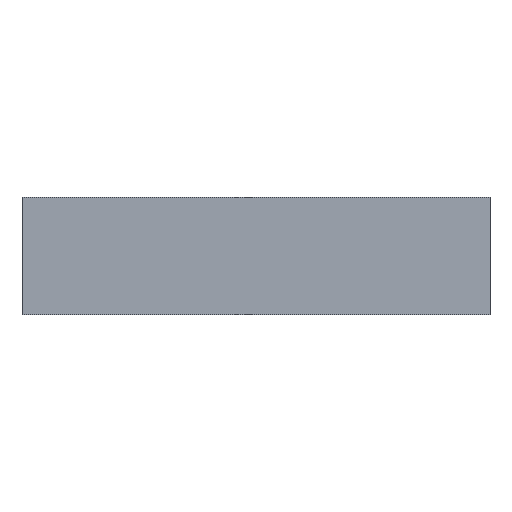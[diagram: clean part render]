
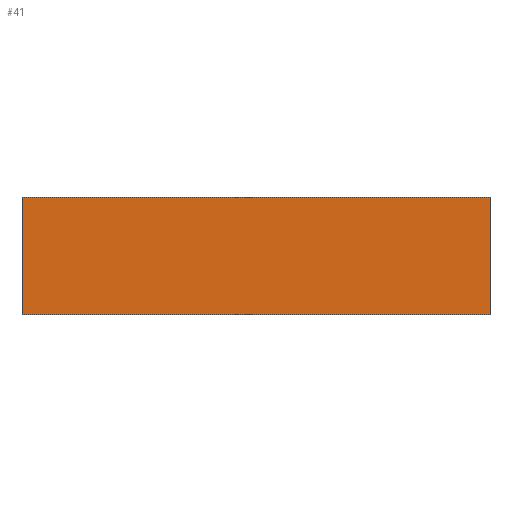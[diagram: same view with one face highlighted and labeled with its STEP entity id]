
A CAD part, front view. The second image highlights one B-rep face of the part: STEP entity #41.
In plain terms, the highlighted planar face has unit normal (0, -1, 0).
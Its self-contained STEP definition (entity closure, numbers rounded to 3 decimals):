
#41=ADVANCED_FACE('',(#61),#51,.F.);
#51=PLANE('',#218);
#61=FACE_OUTER_BOUND('',#69,.T.);
#69=EDGE_LOOP('',(#90,#91,#92,#93));
#90=ORIENTED_EDGE('',*,*,#152,.T.);
#91=ORIENTED_EDGE('',*,*,#153,.F.);
#92=ORIENTED_EDGE('',*,*,#154,.F.);
#93=ORIENTED_EDGE('',*,*,#155,.T.);
#134=VERTEX_POINT('',#294);
#135=VERTEX_POINT('',#295);
#136=VERTEX_POINT('',#297);
#137=VERTEX_POINT('',#299);
#152=EDGE_CURVE('',#134,#135,#176,.T.);
#153=EDGE_CURVE('',#136,#135,#177,.T.);
#154=EDGE_CURVE('',#137,#136,#178,.T.);
#155=EDGE_CURVE('',#137,#134,#179,.T.);
#176=LINE('',#293,#200);
#177=LINE('',#296,#201);
#178=LINE('',#298,#202);
#179=LINE('',#300,#203);
#200=VECTOR('',#243,1.);
#201=VECTOR('',#244,1.);
#202=VECTOR('',#245,1.);
#203=VECTOR('',#246,1.);
#218=AXIS2_PLACEMENT_3D('',#301,#247,#248);
#243=DIRECTION('',(0.,0.,-1.));
#244=DIRECTION('',(-1.,0.,0.));
#245=DIRECTION('',(0.,0.,-1.));
#246=DIRECTION('',(-1.,0.,0.));
#247=DIRECTION('',(0.,1.,0.));
#248=DIRECTION('',(0.,0.,1.));
#293=CARTESIAN_POINT('',(0.,-1.4,10.9));
#294=CARTESIAN_POINT('',(0.,-1.4,10.9));
#295=CARTESIAN_POINT('',(0.,-1.4,-1.6));
#296=CARTESIAN_POINT('',(49.98,-1.4,-1.6));
#297=CARTESIAN_POINT('',(49.98,-1.4,-1.6));
#298=CARTESIAN_POINT('',(49.98,-1.4,10.9));
#299=CARTESIAN_POINT('',(49.98,-1.4,10.9));
#300=CARTESIAN_POINT('',(49.98,-1.4,10.9));
#301=CARTESIAN_POINT('',(49.98,-1.4,10.9));
